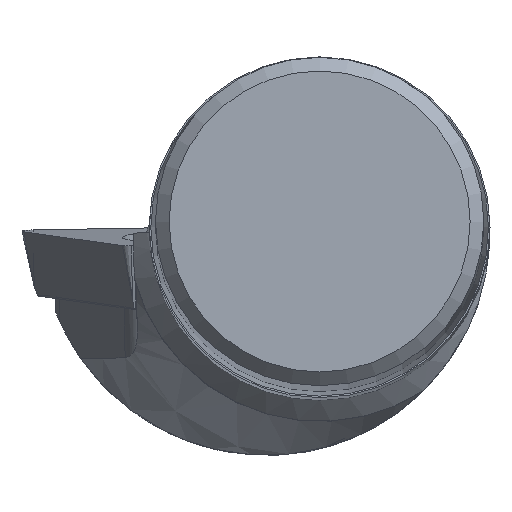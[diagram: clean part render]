
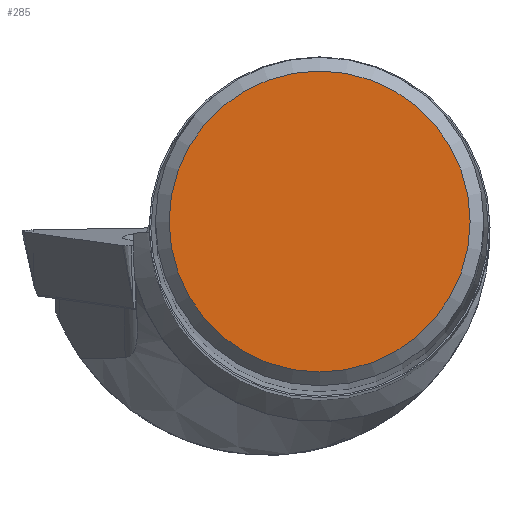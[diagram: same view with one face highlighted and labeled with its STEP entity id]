
A CAD part, top view. The second image highlights one B-rep face of the part: STEP entity #285.
In plain terms, the highlighted planar face has unit normal (0, 0, 1).
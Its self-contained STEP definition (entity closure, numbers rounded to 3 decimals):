
#121=PLANE('',#956);
#244=CIRCLE('',#954,5.5);
#285=ADVANCED_FACE('',(#380),#121,.F.);
#380=FACE_OUTER_BOUND('',#424,.T.);
#424=EDGE_LOOP('',(#578));
#578=ORIENTED_EDGE('',*,*,#789,.F.);
#698=VERTEX_POINT('',#1460);
#789=EDGE_CURVE('',#698,#698,#244,.T.);
#954=AXIS2_PLACEMENT_3D('',#1459,#1128,#1129);
#956=AXIS2_PLACEMENT_3D('',#1462,#1132,#1133);
#1128=DIRECTION('',(0.,0.,-1.));
#1129=DIRECTION('',(0.,-1.,0.));
#1132=DIRECTION('',(0.,0.,-1.));
#1133=DIRECTION('',(0.,-1.,0.));
#1459=CARTESIAN_POINT('',(0.,0.,0.));
#1460=CARTESIAN_POINT('',(0.,-5.5,0.));
#1462=CARTESIAN_POINT('',(0.,0.,0.));
